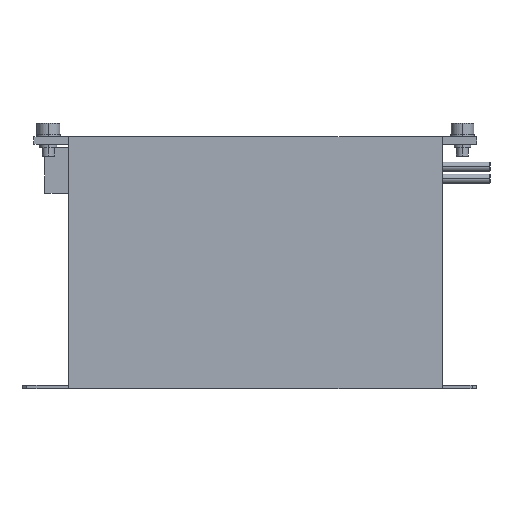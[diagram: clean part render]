
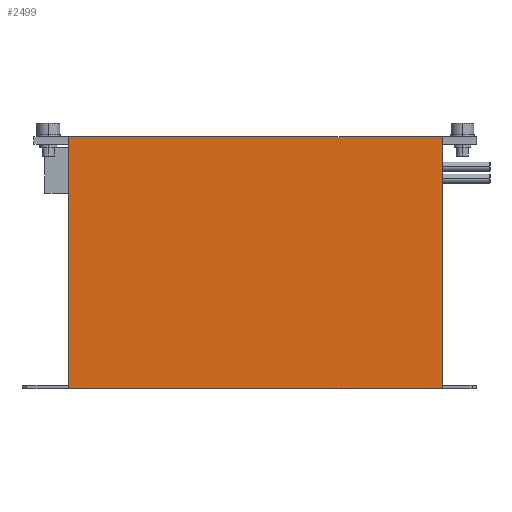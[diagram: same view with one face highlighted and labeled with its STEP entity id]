
A CAD part, left-side view. The second image highlights one B-rep face of the part: STEP entity #2499.
In plain terms, the highlighted planar face has unit normal (-1, 0, 0).
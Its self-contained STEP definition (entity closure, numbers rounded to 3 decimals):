
#18 = EDGE_CURVE ( 'NONE', #3569, #3032, #1051, .T. ) ;
#58 = DIRECTION ( 'NONE',  ( 0., 0., -1. ) ) ;
#243 = ORIENTED_EDGE ( 'NONE', *, *, #826, .F. ) ;
#482 = ORIENTED_EDGE ( 'NONE', *, *, #873, .T. ) ;
#560 = DIRECTION ( 'NONE',  ( 0., -1., 0. ) ) ;
#586 = ORIENTED_EDGE ( 'NONE', *, *, #3862, .F. ) ;
#603 = FACE_OUTER_BOUND ( 'NONE', #2635, .T. ) ;
#826 = EDGE_CURVE ( 'NONE', #3248, #3569, #1280, .T. ) ;
#873 = EDGE_CURVE ( 'NONE', #3248, #1418, #2620, .T. ) ;
#1051 = LINE ( 'NONE', #1627, #1187 ) ;
#1061 = VECTOR ( 'NONE', #3507, 1000. ) ;
#1187 = VECTOR ( 'NONE', #58, 1000. ) ;
#1280 = LINE ( 'NONE', #1659, #1527 ) ;
#1418 = VERTEX_POINT ( 'NONE', #2166 ) ;
#1455 = ORIENTED_EDGE ( 'NONE', *, *, #18, .F. ) ;
#1527 = VECTOR ( 'NONE', #3844, 1000. ) ;
#1627 = CARTESIAN_POINT ( 'NONE',  ( -68., -78., 1.5 ) ) ;
#1642 = DIRECTION ( 'NONE',  ( 0., 1., 0. ) ) ;
#1659 = CARTESIAN_POINT ( 'NONE',  ( -68., 78., 105.2 ) ) ;
#1680 = CARTESIAN_POINT ( 'NONE',  ( -68., -78., 0. ) ) ;
#1931 = CARTESIAN_POINT ( 'NONE',  ( -68., 78., 1.5 ) ) ;
#2148 = AXIS2_PLACEMENT_3D ( 'NONE', #2882, #2167, #560 ) ;
#2166 = CARTESIAN_POINT ( 'NONE',  ( -68., 78., 0. ) ) ;
#2167 = DIRECTION ( 'NONE',  ( -1., 0., 0. ) ) ;
#2335 = LINE ( 'NONE', #3915, #3190 ) ;
#2499 = ADVANCED_FACE ( 'NONE', ( #603 ), #4140, .T. ) ;
#2620 = LINE ( 'NONE', #1931, #1061 ) ;
#2635 = EDGE_LOOP ( 'NONE', ( #586, #1455, #243, #482 ) ) ;
#2844 = CARTESIAN_POINT ( 'NONE',  ( -68., 78., 105.2 ) ) ;
#2882 = CARTESIAN_POINT ( 'NONE',  ( -68., 78., 1.5 ) ) ;
#3032 = VERTEX_POINT ( 'NONE', #1680 ) ;
#3070 = CARTESIAN_POINT ( 'NONE',  ( -68., -78., 105.2 ) ) ;
#3190 = VECTOR ( 'NONE', #1642, 1000. ) ;
#3248 = VERTEX_POINT ( 'NONE', #2844 ) ;
#3507 = DIRECTION ( 'NONE',  ( 0., 0., -1. ) ) ;
#3569 = VERTEX_POINT ( 'NONE', #3070 ) ;
#3844 = DIRECTION ( 'NONE',  ( 0., -1., 0. ) ) ;
#3862 = EDGE_CURVE ( 'NONE', #3032, #1418, #2335, .T. ) ;
#3915 = CARTESIAN_POINT ( 'NONE',  ( -68., 78., 0. ) ) ;
#4140 = PLANE ( 'NONE',  #2148 ) ;
